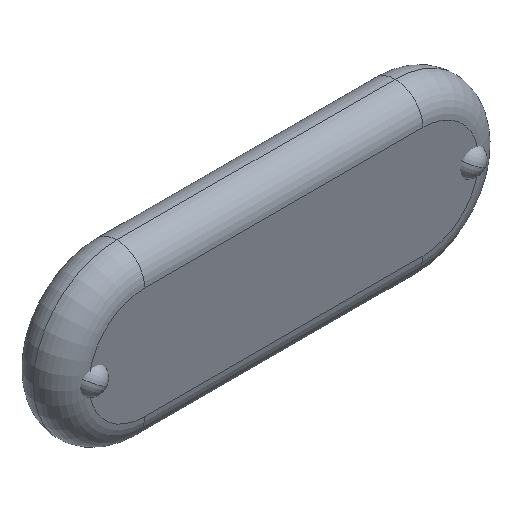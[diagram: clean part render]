
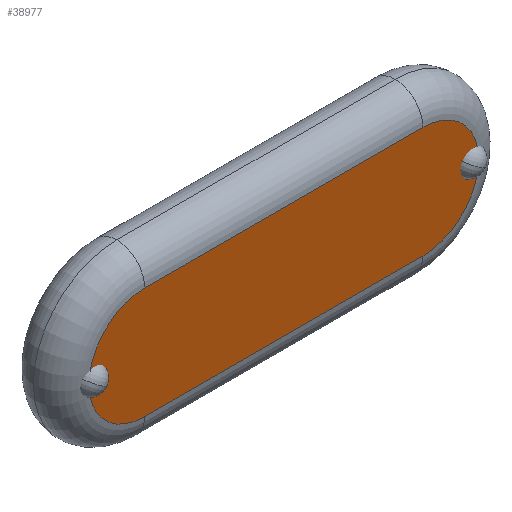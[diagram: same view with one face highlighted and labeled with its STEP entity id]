
A CAD part, isometric view. The second image highlights one B-rep face of the part: STEP entity #38977.
In plain terms, the highlighted planar face has unit normal (0, -1, 0).
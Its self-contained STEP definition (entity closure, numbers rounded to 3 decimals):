
#746 = CIRCLE ( 'NONE', #3185, 6. ) ;
#914 = ORIENTED_EDGE ( 'NONE', *, *, #39558, .T. ) ;
#920 = VERTEX_POINT ( 'NONE', #31549 ) ;
#2081 = DIRECTION ( 'NONE',  ( 0., 0., 1. ) ) ;
#3185 = AXIS2_PLACEMENT_3D ( 'NONE', #26197, #5519, #2081 ) ;
#5519 = DIRECTION ( 'NONE',  ( 0., -1., 0. ) ) ;
#5693 = ORIENTED_EDGE ( 'NONE', *, *, #9695, .T. ) ;
#7177 = VERTEX_POINT ( 'NONE', #25458 ) ;
#9695 = EDGE_CURVE ( 'NONE', #41177, #920, #15816, .T. ) ;
#10819 = LINE ( 'NONE', #27089, #16705 ) ;
#12925 = DIRECTION ( 'NONE',  ( 0., 0., 1. ) ) ;
#15816 = CIRCLE ( 'NONE', #40603, 6. ) ;
#16705 = VECTOR ( 'NONE', #40852, 1000. ) ;
#19229 = PLANE ( 'NONE',  #25565 ) ;
#19566 = CARTESIAN_POINT ( 'NONE',  ( 15., -3., -6. ) ) ;
#20925 = LINE ( 'NONE', #22427, #34918 ) ;
#22427 = CARTESIAN_POINT ( 'NONE',  ( 15., -3., -6. ) ) ;
#25224 = EDGE_LOOP ( 'NONE', ( #5693, #914, #35510, #26450 ) ) ;
#25458 = CARTESIAN_POINT ( 'NONE',  ( 15., -3., 6. ) ) ;
#25565 = AXIS2_PLACEMENT_3D ( 'NONE', #33337, #40311, #26702 ) ;
#26197 = CARTESIAN_POINT ( 'NONE',  ( 15., -3., 0. ) ) ;
#26450 = ORIENTED_EDGE ( 'NONE', *, *, #30825, .T. ) ;
#26702 = DIRECTION ( 'NONE',  ( 0., 0., 1. ) ) ;
#26836 = FACE_OUTER_BOUND ( 'NONE', #25224, .T. ) ;
#27089 = CARTESIAN_POINT ( 'NONE',  ( 15., -3., 6. ) ) ;
#27710 = CARTESIAN_POINT ( 'NONE',  ( -15., -3., 6. ) ) ;
#29095 = EDGE_CURVE ( 'NONE', #43069, #7177, #746, .T. ) ;
#29717 = CARTESIAN_POINT ( 'NONE',  ( -15., -3., 0. ) ) ;
#30825 = EDGE_CURVE ( 'NONE', #7177, #41177, #10819, .T. ) ;
#31549 = CARTESIAN_POINT ( 'NONE',  ( -15., -3., -6. ) ) ;
#32798 = DIRECTION ( 'NONE',  ( 1., 0., 0. ) ) ;
#33337 = CARTESIAN_POINT ( 'NONE',  ( 15., -3., 0. ) ) ;
#34918 = VECTOR ( 'NONE', #32798, 1000. ) ;
#35510 = ORIENTED_EDGE ( 'NONE', *, *, #29095, .T. ) ;
#38977 = ADVANCED_FACE ( 'NONE', ( #26836 ), #19229, .F. ) ;
#39558 = EDGE_CURVE ( 'NONE', #920, #43069, #20925, .T. ) ;
#40167 = DIRECTION ( 'NONE',  ( 0., -1., 0. ) ) ;
#40311 = DIRECTION ( 'NONE',  ( 0., 1., 0. ) ) ;
#40603 = AXIS2_PLACEMENT_3D ( 'NONE', #29717, #40167, #12925 ) ;
#40852 = DIRECTION ( 'NONE',  ( -1., 0., 0. ) ) ;
#41177 = VERTEX_POINT ( 'NONE', #27710 ) ;
#43069 = VERTEX_POINT ( 'NONE', #19566 ) ;
